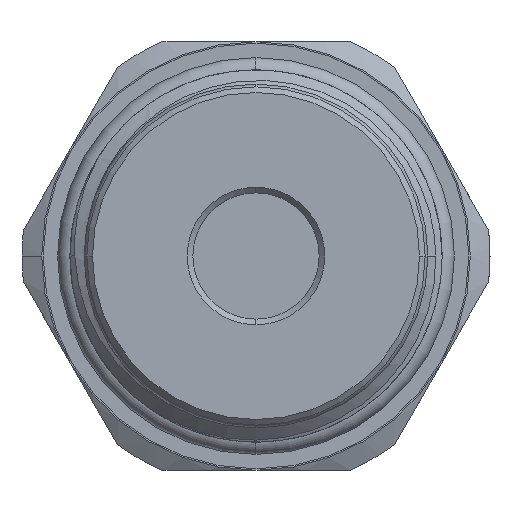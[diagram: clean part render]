
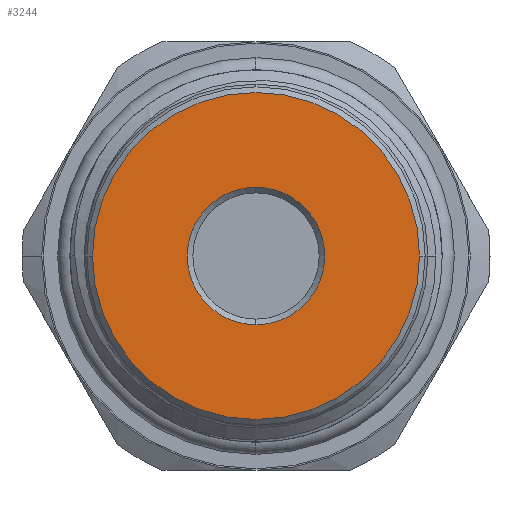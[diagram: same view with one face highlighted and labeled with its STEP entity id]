
A CAD part, left-side view. The second image highlights one B-rep face of the part: STEP entity #3244.
In plain terms, the highlighted planar face has unit normal (-1, 0, 0).
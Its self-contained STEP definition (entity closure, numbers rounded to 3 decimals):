
#2739 = CARTESIAN_POINT ( 'NONE',  ( 0., 0., 0. ) ) ;
#2742 = PLANE ( 'NONE',  #9001 ) ;
#2744 = DIRECTION ( 'NONE',  ( 1., 0., 0. ) ) ;
#2745 = DIRECTION ( 'NONE',  ( 0., 1., 0. ) ) ;
#3244 = ADVANCED_FACE ( 'NONE', ( #11352, #11300 ), #2742, .F. ) ;
#4863 = VERTEX_POINT ( 'NONE', #5880 ) ;
#4879 = VERTEX_POINT ( 'NONE', #5896 ) ;
#4906 = VERTEX_POINT ( 'NONE', #5923 ) ;
#5880 = CARTESIAN_POINT ( 'NONE',  ( 0., 0., -6.1 ) ) ;
#5896 = CARTESIAN_POINT ( 'NONE',  ( 0., 14.5, 0. ) ) ;
#5923 = CARTESIAN_POINT ( 'NONE',  ( 0., -14.5, 0. ) ) ;
#6175 = AXIS2_PLACEMENT_3D ( 'NONE', #6429, #6430, #6431 ) ;
#6251 = AXIS2_PLACEMENT_3D ( 'NONE', #7525, #7526, #7527 ) ;
#6272 = AXIS2_PLACEMENT_3D ( 'NONE', #7896, #7897, #7898 ) ;
#6314 = AXIS2_PLACEMENT_3D ( 'NONE', #8482, #8483, #8484 ) ;
#6429 = CARTESIAN_POINT ( 'NONE',  ( 0., 0., 0. ) ) ;
#6430 = DIRECTION ( 'NONE',  ( 1., 0., 0. ) ) ;
#6431 = DIRECTION ( 'NONE',  ( 0., 1., 0. ) ) ;
#7525 = CARTESIAN_POINT ( 'NONE',  ( 0., 0., 0. ) ) ;
#7526 = DIRECTION ( 'NONE',  ( 1., 0., 0. ) ) ;
#7527 = DIRECTION ( 'NONE',  ( 0., 1., 0. ) ) ;
#7896 = CARTESIAN_POINT ( 'NONE',  ( 0., 0., 0. ) ) ;
#7897 = DIRECTION ( 'NONE',  ( -1., 0., 0. ) ) ;
#7898 = DIRECTION ( 'NONE',  ( 0., 1., 0. ) ) ;
#8482 = CARTESIAN_POINT ( 'NONE',  ( 0., 0., 0. ) ) ;
#8483 = DIRECTION ( 'NONE',  ( -1., 0., 0. ) ) ;
#8484 = DIRECTION ( 'NONE',  ( 0., 1., 0. ) ) ;
#8535 = CARTESIAN_POINT ( 'NONE',  ( 0., 0., 6.1 ) ) ;
#8978 = EDGE_CURVE ( 'NONE', #10734, #4863, #11506, .T. ) ;
#9001 = AXIS2_PLACEMENT_3D ( 'NONE', #2739, #2744, #2745 ) ;
#9187 = EDGE_CURVE ( 'NONE', #4863, #10734, #11236, .T. ) ;
#9255 = EDGE_CURVE ( 'NONE', #4879, #4906, #11808, .T. ) ;
#9487 = EDGE_CURVE ( 'NONE', #4906, #4879, #11121, .T. ) ;
#10734 = VERTEX_POINT ( 'NONE', #8535 ) ;
#11121 = CIRCLE ( 'NONE', #6314, 14.5 ) ;
#11236 = CIRCLE ( 'NONE', #6251, 6.1 ) ;
#11300 = FACE_BOUND ( 'NONE', #12743, .T. ) ;
#11352 = FACE_OUTER_BOUND ( 'NONE', #12907, .T. ) ;
#11506 = CIRCLE ( 'NONE', #6175, 6.1 ) ;
#11808 = CIRCLE ( 'NONE', #6272, 14.5 ) ;
#12028 = ORIENTED_EDGE ( 'NONE', *, *, #9487, .T. ) ;
#12220 = ORIENTED_EDGE ( 'NONE', *, *, #9255, .T. ) ;
#12546 = ORIENTED_EDGE ( 'NONE', *, *, #8978, .T. ) ;
#12549 = ORIENTED_EDGE ( 'NONE', *, *, #9187, .T. ) ;
#12743 = EDGE_LOOP ( 'NONE', ( #12546, #12549 ) ) ;
#12907 = EDGE_LOOP ( 'NONE', ( #12220, #12028 ) ) ;
